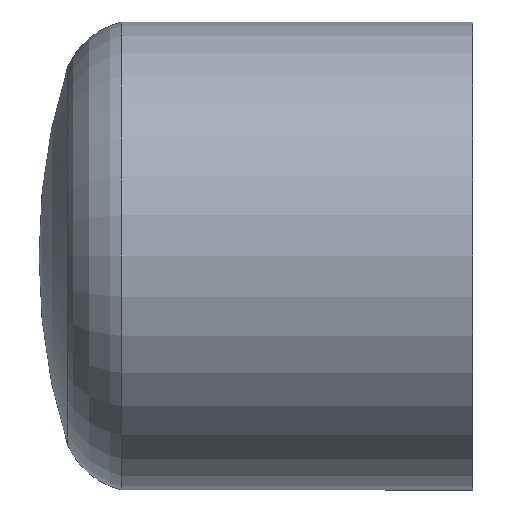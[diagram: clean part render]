
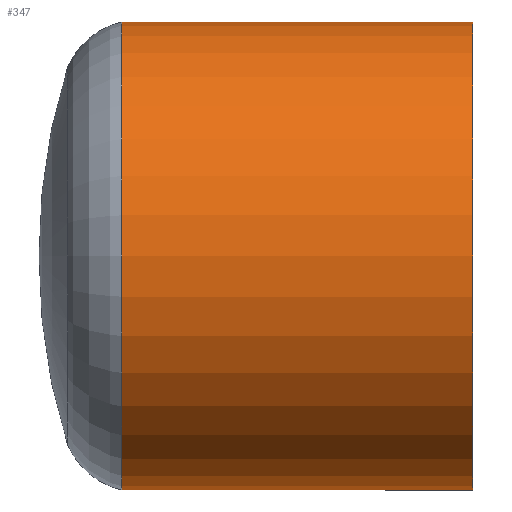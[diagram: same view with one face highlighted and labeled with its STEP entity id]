
A CAD part, left-side view. The second image highlights one B-rep face of the part: STEP entity #347.
In plain terms, the highlighted cylindrical face has radius 25.4 mm (diameter 50.8 mm), a partial arc.
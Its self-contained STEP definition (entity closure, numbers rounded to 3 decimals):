
#2 = VERTEX_POINT ( 'NONE', #375 ) ;
#3 = CARTESIAN_POINT ( 'NONE',  ( 0., 10., 25.4 ) ) ;
#8 = EDGE_LOOP ( 'NONE', ( #125, #114, #366, #89 ) ) ;
#12 = DIRECTION ( 'NONE',  ( 0., 0., 1. ) ) ;
#20 = DIRECTION ( 'NONE',  ( 0., 1., 0. ) ) ;
#42 = VECTOR ( 'NONE', #20, 1000. ) ;
#44 = DIRECTION ( 'NONE',  ( 0., 1., 0. ) ) ;
#64 = VECTOR ( 'NONE', #145, 1000. ) ;
#65 = AXIS2_PLACEMENT_3D ( 'NONE', #314, #146, #369 ) ;
#67 = VERTEX_POINT ( 'NONE', #328 ) ;
#89 = ORIENTED_EDGE ( 'NONE', *, *, #230, .F. ) ;
#96 = CYLINDRICAL_SURFACE ( 'NONE', #65, 25.4 ) ;
#114 = ORIENTED_EDGE ( 'NONE', *, *, #307, .T. ) ;
#118 = AXIS2_PLACEMENT_3D ( 'NONE', #222, #44, #12 ) ;
#125 = ORIENTED_EDGE ( 'NONE', *, *, #285, .F. ) ;
#137 = VERTEX_POINT ( 'NONE', #3 ) ;
#145 = DIRECTION ( 'NONE',  ( 0., 1., 0. ) ) ;
#146 = DIRECTION ( 'NONE',  ( 0., 1., 0. ) ) ;
#156 = CIRCLE ( 'NONE', #118, 25.4 ) ;
#166 = FACE_OUTER_BOUND ( 'NONE', #8, .T. ) ;
#180 = CARTESIAN_POINT ( 'NONE',  ( 0., 10., 0. ) ) ;
#203 = CARTESIAN_POINT ( 'NONE',  ( 0., 10., -25.4 ) ) ;
#222 = CARTESIAN_POINT ( 'NONE',  ( 0., 48.1, 0. ) ) ;
#223 = LINE ( 'NONE', #283, #64 ) ;
#230 = EDGE_CURVE ( 'NONE', #282, #2, #156, .T. ) ;
#234 = CARTESIAN_POINT ( 'NONE',  ( 0., 48.1, -25.4 ) ) ;
#256 = LINE ( 'NONE', #203, #42 ) ;
#282 = VERTEX_POINT ( 'NONE', #234 ) ;
#283 = CARTESIAN_POINT ( 'NONE',  ( 0., 10., 25.4 ) ) ;
#285 = EDGE_CURVE ( 'NONE', #67, #282, #256, .T. ) ;
#295 = AXIS2_PLACEMENT_3D ( 'NONE', #180, #310, #316 ) ;
#298 = EDGE_CURVE ( 'NONE', #137, #2, #223, .T. ) ;
#307 = EDGE_CURVE ( 'NONE', #67, #137, #315, .T. ) ;
#310 = DIRECTION ( 'NONE',  ( 0., 1., 0. ) ) ;
#314 = CARTESIAN_POINT ( 'NONE',  ( 0., 10., 0. ) ) ;
#315 = CIRCLE ( 'NONE', #295, 25.4 ) ;
#316 = DIRECTION ( 'NONE',  ( 0., 0., 1. ) ) ;
#328 = CARTESIAN_POINT ( 'NONE',  ( 0., 10., -25.4 ) ) ;
#347 = ADVANCED_FACE ( 'NONE', ( #166 ), #96, .T. ) ;
#366 = ORIENTED_EDGE ( 'NONE', *, *, #298, .T. ) ;
#369 = DIRECTION ( 'NONE',  ( 0., 0., 1. ) ) ;
#375 = CARTESIAN_POINT ( 'NONE',  ( 0., 48.1, 25.4 ) ) ;
